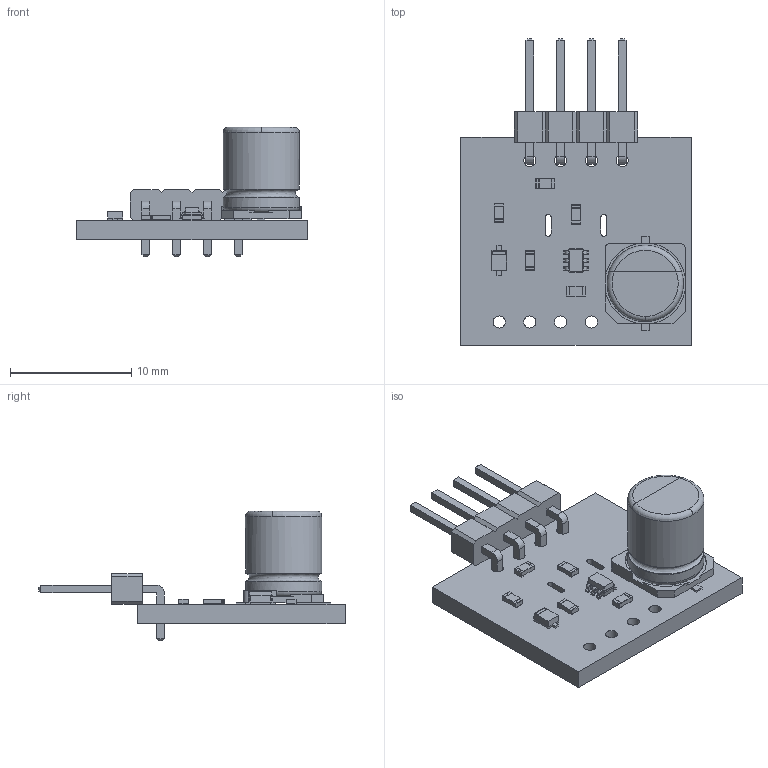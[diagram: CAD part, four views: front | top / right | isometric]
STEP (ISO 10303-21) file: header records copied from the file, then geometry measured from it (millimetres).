
FILE_DESCRIPTION(('FreeCAD Model'),'2;1');
FILE_NAME('Pcb_sp.step','2019-02-18T15:33:25',( 'kicad StepUp'),('ksu MCAD'),'Open CASCADE STEP processor 7.2', 'FreeCAD','Unknown');
FILE_SCHEMA(('AUTOMOTIVE_DESIGN { 1 0 10303 214 1 1 1 1 }'));
Length unit declared in the file: millimetre
Products named in the file (1): Pcb_sp
Bounding box: 19.05 x 25.28 x 10.7 mm (x, y, z)
Volume: 839.4 mm3; surface area: 1331.9 mm2
Topology: 1 solids, 1 shells, 433 faces, 1151 edges, 721 vertices
Faces by surface type: plane 292, cylinder 94, bspline 42, torus 4, revolution 1
Full cylindrical faces by diameter (mm): 1 x8, 6.3 x2
Entity records: 16436 total; most frequent: CARTESIAN_POINT 2663, ORIENTED_EDGE 2302, DIRECTION 2080, EDGE_CURVE 1151, LINE 903, VECTOR 903, VERTEX_POINT 721, AXIS2_PLACEMENT_3D 588
